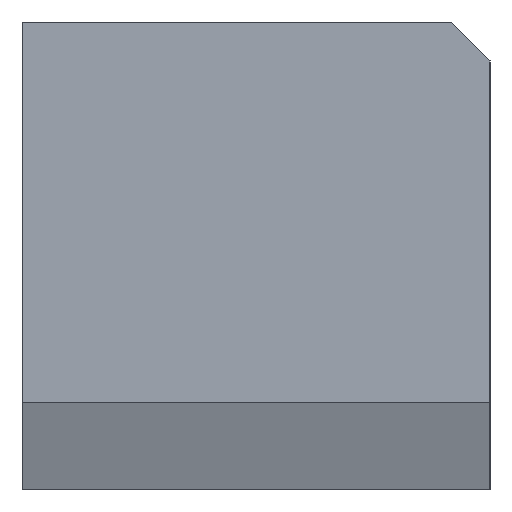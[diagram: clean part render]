
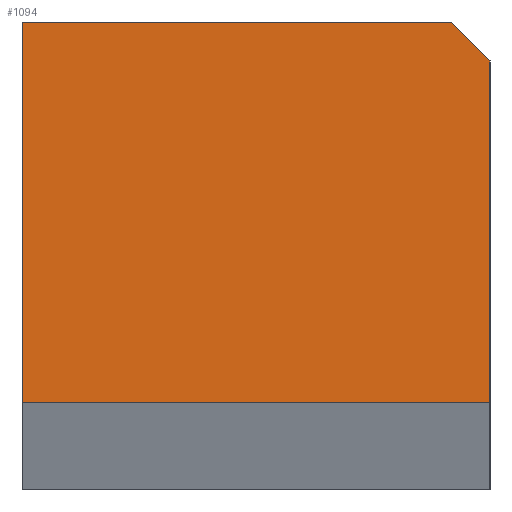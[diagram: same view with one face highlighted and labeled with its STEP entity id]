
A CAD part, left-side view. The second image highlights one B-rep face of the part: STEP entity #1094.
In plain terms, the highlighted planar face has unit normal (-1, 0, 0).
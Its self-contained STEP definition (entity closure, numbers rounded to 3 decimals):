
#1094=ADVANCED_FACE('NONE',(#2703),#2704,.F.);
#2703=FACE_OUTER_BOUND('',#4812,.T.);
#2704=PLANE('',#4813);
#4812=EDGE_LOOP('',(#9161,#9162,#9163,#9164,#9165));
#4813=AXIS2_PLACEMENT_3D('',#9166,#9167,#9168);
#9161=ORIENTED_EDGE('',*,*,#13295,.F.);
#9162=ORIENTED_EDGE('',*,*,#15079,.T.);
#9163=ORIENTED_EDGE('',*,*,#15080,.F.);
#9164=ORIENTED_EDGE('',*,*,#14580,.T.);
#9165=ORIENTED_EDGE('',*,*,#15081,.F.);
#9166=CARTESIAN_POINT('',(0.0,0.0,24.0));
#9167=DIRECTION('',(1.0,0.0,0.0));
#9168=DIRECTION('',(0.0,1.0,-0.0));
#13295=EDGE_CURVE('NONE',#16103,#16105,#16106,.T.);
#14580=EDGE_CURVE('NONE',#18672,#18670,#18673,.T.);
#15079=EDGE_CURVE('NONE',#16103,#19175,#19176,.T.);
#15080=EDGE_CURVE('NONE',#18672,#19175,#19177,.T.);
#15081=EDGE_CURVE('NONE',#16105,#18670,#19178,.T.);
#16103=VERTEX_POINT('NONE',#20237);
#16105=VERTEX_POINT('NONE',#20240);
#16106=LINE('',#20241,#20242);
#18670=VERTEX_POINT('NONE',#24086);
#18672=VERTEX_POINT('NONE',#24089);
#18673=LINE('',#24090,#24091);
#19175=VERTEX_POINT('NONE',#24919);
#19176=LINE('',#24920,#24921);
#19177=LINE('',#24922,#24923);
#19178=LINE('',#24924,#24925);
#20237=CARTESIAN_POINT('',(0.0,0.0,22.));
#20240=CARTESIAN_POINT('',(0.0,0.0,4.5));
#20241=CARTESIAN_POINT('',(0.0,0.0,24.0));
#20242=VECTOR('',#26272,1000.0);
#24086=CARTESIAN_POINT('',(0.0,24.0,4.5));
#24089=CARTESIAN_POINT('',(0.0,24.0,24.0));
#24090=CARTESIAN_POINT('',(0.0,24.0,24.0));
#24091=VECTOR('',#27560,1000.0);
#24919=CARTESIAN_POINT('',(0.0,2.,24.0));
#24920=CARTESIAN_POINT('',(0.0,2.,24.0));
#24921=VECTOR('',#27917,1000.0);
#24922=CARTESIAN_POINT('',(0.0,0.0,24.0));
#24923=VECTOR('',#27918,1000.0);
#24924=CARTESIAN_POINT('',(0.0,0.0,4.5));
#24925=VECTOR('',#27919,1000.0);
#26272=DIRECTION('',(-0.0,-0.0,-1.0));
#27560=DIRECTION('',(-0.0,-0.0,-1.0));
#27917=DIRECTION('',(-0.0,0.707,0.707));
#27918=DIRECTION('',(-0.0,-1.0,-0.0));
#27919=DIRECTION('',(0.0,1.0,0.0));
